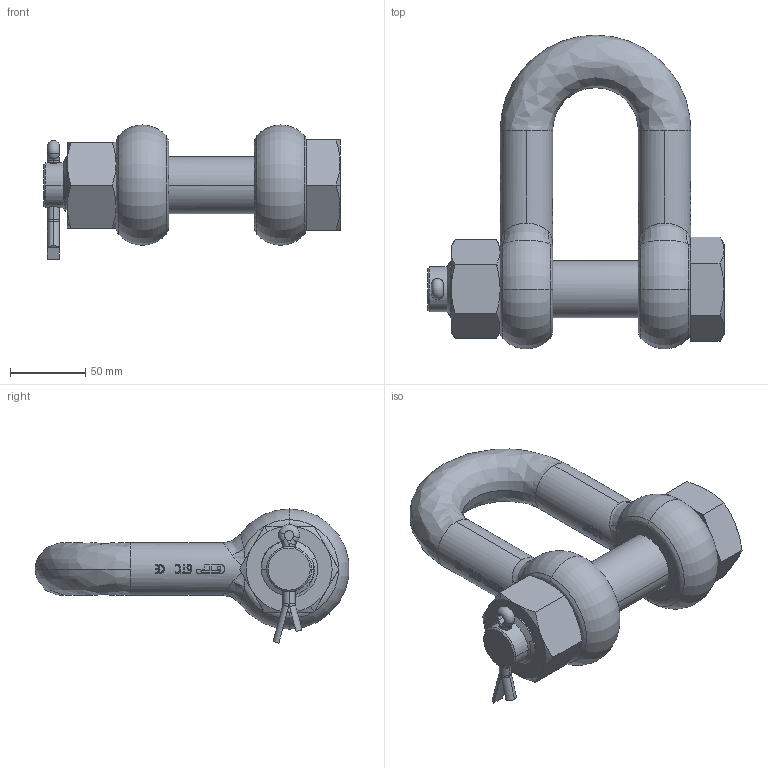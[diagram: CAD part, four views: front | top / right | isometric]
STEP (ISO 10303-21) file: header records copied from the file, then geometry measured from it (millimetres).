
FILE_DESCRIPTION (( 'STEP AP203' ), '1' );
FILE_NAME ('GPGDMB35.step', '2009-08-07T12:09:10', ( '.' ), ( '.' ), 'SwSTEP 2.0', 'SolidWorks 2009', '' );
FILE_SCHEMA (( 'CONFIG_CONTROL_DESIGN' ));
Length unit declared in the file: millimetre
Products named in the file (5): 13,5_4; 13,5_3; 13,5_1; 13,5_2; GPGDMB35
Assembly tree (4 placements, depth 2):
  GPGDMB35
    13,5_1
    13,5_4
    13,5_3
    13,5_2
Bounding box: 197 x 208.71 x 89.22 mm (x, y, z)
Volume: 806315 mm3; surface area: 117562.4 mm2
Topology: 4 solids, 4 shells, 830 faces, 2276 edges, 1496 vertices
Faces by surface type: bspline 375, plane 301, cylinder 115, cone 28, torus 11
Entity records: 44124 total; most frequent: CARTESIAN_POINT 25346, ORIENTED_EDGE 4536, DIRECTION 2535, EDGE_CURVE 2268, VERTEX_POINT 1496, VECTOR 1049, LINE 1049, B_SPLINE_CURVE_WITH_KNOTS 894
